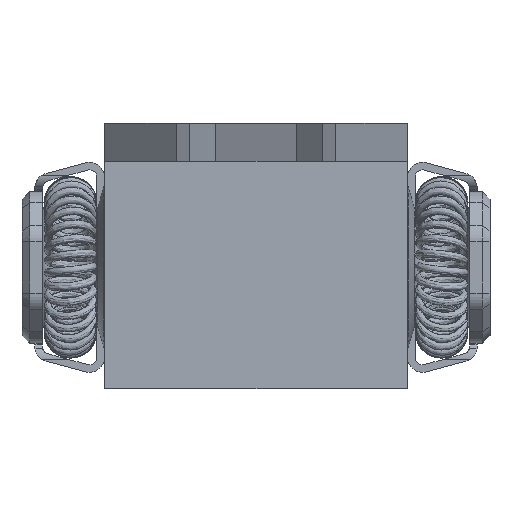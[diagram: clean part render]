
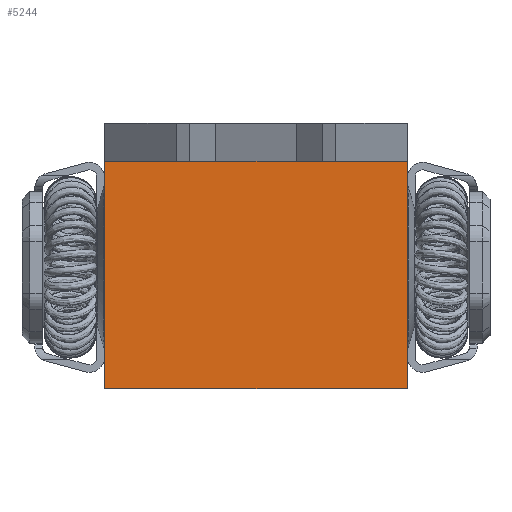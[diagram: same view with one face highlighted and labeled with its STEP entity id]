
A CAD part, left-side view. The second image highlights one B-rep face of the part: STEP entity #5244.
In plain terms, the highlighted planar face has unit normal (-1, 0, 0).
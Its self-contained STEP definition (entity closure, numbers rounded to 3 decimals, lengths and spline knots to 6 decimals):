
#441=LINE('',#33677,#912);
#442=LINE('',#33679,#913);
#443=LINE('',#33681,#914);
#444=LINE('',#33682,#915);
#912=VECTOR('',#7140,0.015);
#913=VECTOR('',#7141,0.02);
#914=VECTOR('',#7142,0.015);
#915=VECTOR('',#7143,0.02);
#1218=PLANE('',#5773);
#1503=FACE_OUTER_BOUND('',#1791,.T.);
#1791=EDGE_LOOP('',(#4571,#4572,#4573,#4574));
#2495=VERTEX_POINT('',#33675);
#2496=VERTEX_POINT('',#33676);
#2497=VERTEX_POINT('',#33678);
#2498=VERTEX_POINT('',#33680);
#3197=EDGE_CURVE('',#2495,#2496,#441,.T.);
#3198=EDGE_CURVE('',#2497,#2495,#442,.T.);
#3199=EDGE_CURVE('',#2497,#2498,#443,.T.);
#3200=EDGE_CURVE('',#2498,#2496,#444,.T.);
#4571=ORIENTED_EDGE('',*,*,#3197,.F.);
#4572=ORIENTED_EDGE('',*,*,#3198,.F.);
#4573=ORIENTED_EDGE('',*,*,#3199,.T.);
#4574=ORIENTED_EDGE('',*,*,#3200,.T.);
#5244=ADVANCED_FACE('',(#1503),#1218,.T.);
#5773=AXIS2_PLACEMENT_3D('',#33674,#7138,#7139);
#7138=DIRECTION('center_axis',(-1.,0.,0.));
#7139=DIRECTION('ref_axis',(0.,0.,1.));
#7140=DIRECTION('',(0.,0.,-1.));
#7141=DIRECTION('',(0.,-1.,0.));
#7142=DIRECTION('',(0.,0.,-1.));
#7143=DIRECTION('',(0.,-1.,0.));
#33674=CARTESIAN_POINT('Origin',(-0.017,0.,0.));
#33675=CARTESIAN_POINT('',(-0.017,-0.01,-0.0025));
#33676=CARTESIAN_POINT('',(-0.017,-0.01,-0.0175));
#33677=CARTESIAN_POINT('',(-0.017,-0.01,-0.0025));
#33678=CARTESIAN_POINT('',(-0.017,0.01,-0.0025));
#33679=CARTESIAN_POINT('',(-0.017,0.01,-0.0025));
#33680=CARTESIAN_POINT('',(-0.017,0.01,-0.0175));
#33681=CARTESIAN_POINT('',(-0.017,0.01,-0.0025));
#33682=CARTESIAN_POINT('',(-0.017,0.01,-0.0175));
